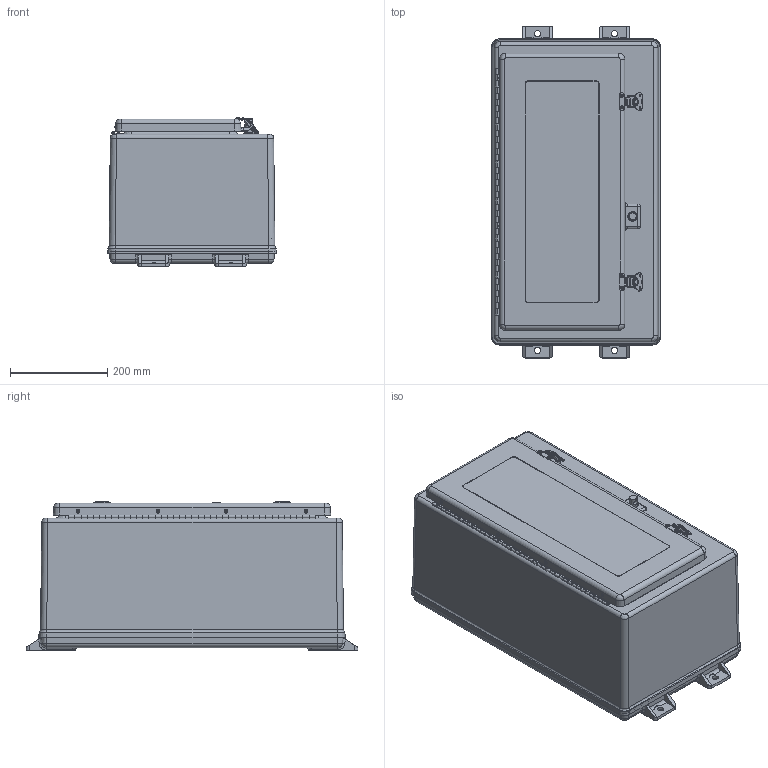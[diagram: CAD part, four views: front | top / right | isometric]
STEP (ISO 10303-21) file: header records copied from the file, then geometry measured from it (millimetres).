
FILE_DESCRIPTION (( 'STEP AP214' ), '1' );
FILE_NAME ('TW241210HWT.STEP', '2018-11-08T16:05:48', ( '' ), ( '' ), 'SwSTEP 2.0', 'SolidWorks 2018', '' );
FILE_SCHEMA (( 'AUTOMOTIVE_DESIGN' ));
Length unit declared in the file: inch
Products named in the file (1): TW241210HWT
Bounding box: 348.46 x 684.21 x 307.8 mm (x, y, z)
Volume: 5857191.4 mm3; surface area: 2315733.5 mm2
Topology: 41 solids, 41 shells, 1211 faces, 2937 edges, 1818 vertices
Faces by surface type: plane 466, cylinder 460, bspline 201, cone 44, torus 40
Full cylindrical faces by diameter (mm): 1.587 x4, 1.588 x4, 1.651 x8, 3.175 x41, 3.302 x36, 3.429 x4, 3.5 x4, 3.556 x8, 3.969 x4, 4.763 x4, 5.08 x4, 5.105 x1, 5.11 x1, 6.35 x1, 7.544 x8, 7.798 x4, 8.64 x2, 10.312 x1, 12.7 x2, 12.959 x2, 14.3 x8
Entity records: 63217 total; most frequent: CARTESIAN_POINT 20578, ORIENTED_EDGE 5256, DIRECTION 5161, EDGE_CURVE 2628, AXIS2_PLACEMENT_3D 1917, VERTEX_POINT 1767, EDGE_LOOP 1693, FACE_OUTER_BOUND 1427
